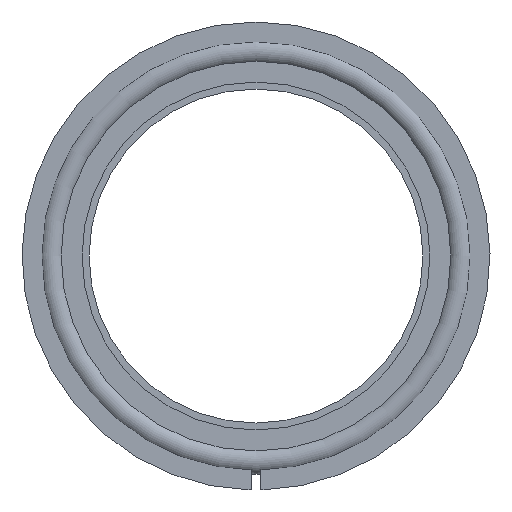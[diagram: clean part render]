
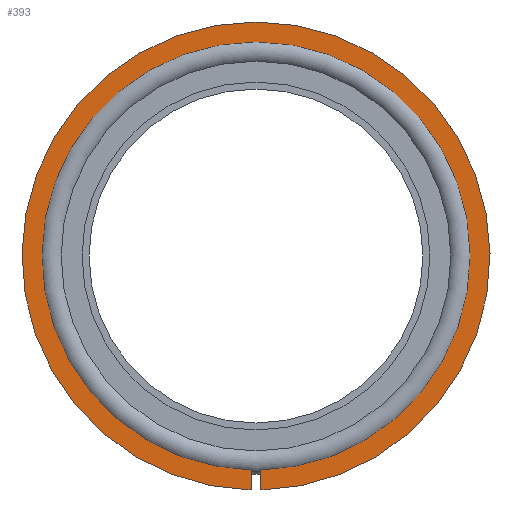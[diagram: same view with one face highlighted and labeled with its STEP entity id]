
A CAD part, front view. The second image highlights one B-rep face of the part: STEP entity #393.
In plain terms, the highlighted planar face has unit normal (0, -1, 0).
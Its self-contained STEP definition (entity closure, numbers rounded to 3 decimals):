
#50=LINE('',#756,#67);
#58=LINE('',#843,#75);
#67=VECTOR('',#631,10.);
#75=VECTOR('',#641,10.);
#103=FACE_OUTER_BOUND('',#128,.T.);
#128=EDGE_LOOP('',(#344,#345,#346,#347));
#161=CIRCLE('',#527,46.95);
#162=CIRCLE('',#529,42.926);
#192=VERTEX_POINT('',#753);
#193=VERTEX_POINT('',#755);
#204=VERTEX_POINT('',#826);
#205=VERTEX_POINT('',#842);
#238=EDGE_CURVE('',#193,#192,#50,.T.);
#250=EDGE_CURVE('',#205,#204,#58,.T.);
#254=EDGE_CURVE('',#205,#192,#161,.T.);
#255=EDGE_CURVE('',#204,#193,#162,.T.);
#344=ORIENTED_EDGE('',*,*,#250,.T.);
#345=ORIENTED_EDGE('',*,*,#255,.T.);
#346=ORIENTED_EDGE('',*,*,#238,.T.);
#347=ORIENTED_EDGE('',*,*,#254,.F.);
#375=PLANE('',#528);
#393=ADVANCED_FACE('',(#103),#375,.T.);
#527=AXIS2_PLACEMENT_3D('',#849,#651,#652);
#528=AXIS2_PLACEMENT_3D('',#850,#653,#654);
#529=AXIS2_PLACEMENT_3D('',#851,#655,#656);
#631=DIRECTION('',(0.,0.,1.));
#641=DIRECTION('',(0.,0.,-1.));
#651=DIRECTION('center_axis',(0.,1.,0.));
#652=DIRECTION('ref_axis',(1.,0.,0.));
#653=DIRECTION('center_axis',(0.,-1.,0.));
#654=DIRECTION('ref_axis',(0.,0.,-1.));
#655=DIRECTION('center_axis',(0.,1.,0.));
#656=DIRECTION('ref_axis',(1.,0.,0.));
#753=CARTESIAN_POINT('',(-1.,2.,46.939));
#755=CARTESIAN_POINT('',(-1.,2.,42.915));
#756=CARTESIAN_POINT('',(-1.,2.,21.457));
#826=CARTESIAN_POINT('',(1.,2.,42.915));
#842=CARTESIAN_POINT('',(1.,2.,46.939));
#843=CARTESIAN_POINT('',(1.,2.,23.47));
#849=CARTESIAN_POINT('Origin',(0.,2.,0.));
#850=CARTESIAN_POINT('Origin',(-46.95,2.,0.));
#851=CARTESIAN_POINT('Origin',(0.,2.,0.));
